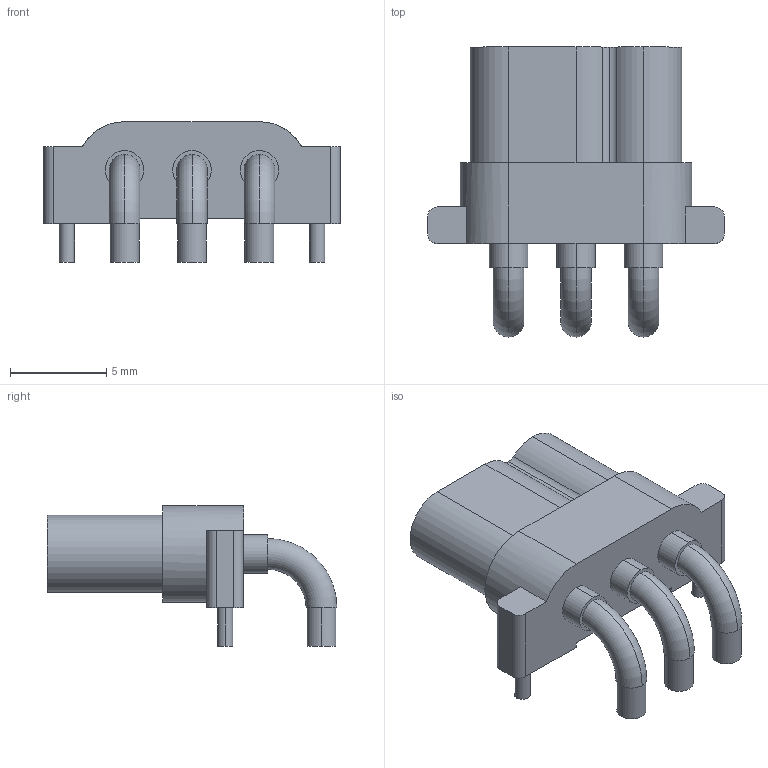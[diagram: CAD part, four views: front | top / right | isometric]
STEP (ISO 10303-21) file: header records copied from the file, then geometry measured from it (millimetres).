
FILE_DESCRIPTION (( 'STEP AP214' ), '1' );
FILE_NAME ('AMASS_MR30PW-FB_1x03_P3.50mm_Horizontal.STEP', '2024-10-23T07:23:55', ( '' ), ( '' ), 'SwSTEP 2.0', 'SolidWorks 2024', '' );
FILE_SCHEMA (( 'AUTOMOTIVE_DESIGN' ));
Length unit declared in the file: millimetre
Products named in the file (1): AMASS_MR30PW-FB_1x03_P3.50mm_Horizontal
Bounding box: 15.4 x 15.05 x 7.3 mm (x, y, z)
Volume: 457.2 mm3; surface area: 721 mm2
Topology: 2 solids, 2 shells, 75 faces, 169 edges, 112 vertices
Faces by surface type: cylinder 37, plane 32, torus 6
Entity records: 2173 total; most frequent: DIRECTION 415, CARTESIAN_POINT 357, ORIENTED_EDGE 338, AXIS2_PLACEMENT_3D 170, EDGE_CURVE 169, VERTEX_POINT 112, CIRCLE 94, EDGE_LOOP 89
